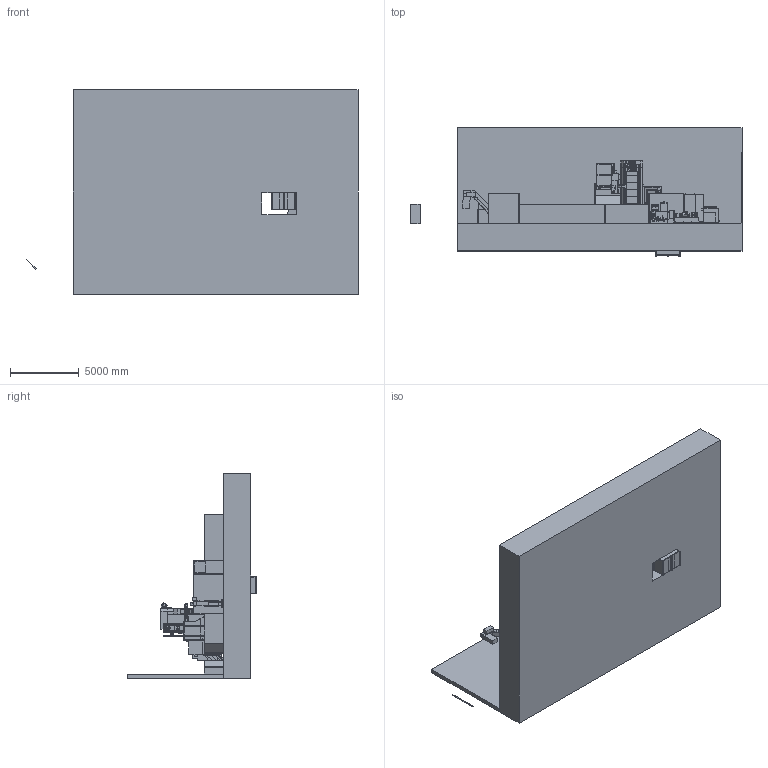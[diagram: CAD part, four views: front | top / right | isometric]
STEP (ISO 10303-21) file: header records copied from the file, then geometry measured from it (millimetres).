
FILE_DESCRIPTION (( 'STEP AP214' ), '1' );
FILE_NAME ('LAYOUT SPEEDMILL PMS V2.0.step', '2024-10-23T15:09:07', ( '' ), ( '' ), 'SwSTEP 2.0', 'SolidWorks 2023', '' );
FILE_SCHEMA (( 'AUTOMOTIVE_DESIGN' ));
Length unit declared in the file: millimetre
Products named in the file (42): S002841; S003527; S003165; S002115_CORSA V=0; B=0°; S003356_RETE; S003543_Y=2500; S003505_TM 2 RUOTE ISO 50; S001782_CORSA V=2100; S000047; S002852_PROLUNGA (L=300); S003182_Lato PO - Inf. 2-3; S002847_X=7000; S003507_TM 2R  H3950; S003496_TM 60 - 130; S001570_RETE - 1000 L; S000887; S003390; S001784_1600x1800 (PASSO CAVA = 160) SM. 125x125; S002770_L=9000; S001726_SPEEDMILL 2000-3000; S001783; S003498_TM 60-130; S003479_NO CARTERATURA; S002835_X=7000; S003541_X=MIN; Y=MIN; Z=MIN; W=MIN; S002736_X=5000..15000; S001568_1000 L; S003509_BORING - CORTA; S000885_L=895; S003085_Lato TM - Inf. 2-3 2R; S001725_DRW6 (A = 0°); S002727_INTERASSE=1000; S003303_DEFAULT; S002726_ATC con utensili orizzontali; S002481_ANTE APERTE; S002945_default; S003164; S003389; S001576_DEFAULT<A macchina>; S003510_ISO 50 - RIPOSO ...
Assembly tree (42 placements, depth 4):
  LAYOUT SPEEDMILL PMS V2.0
    S003527
    S003541_X=MIN; Y=MIN; Z=MIN; W=MIN
      S002770_L=9000
      S002847_X=7000
      S002835_X=7000
      S002736_X=5000..15000
      S003543_Y=2500
      S002841
      S002852_PROLUNGA (L=300)  x2
      S003479_NO CARTERATURA
      S003488_MDD Z=1200
      S003505_TM 2 RUOTE ISO 50
      S003507_TM 2R  H3950
      S003085_Lato TM - Inf. 2-3 2R
      S003165
      S003164
      S003182_Lato PO - Inf. 2-3
      S003498_TM 60-130
        S003496_TM 60 - 130
      S003510_ISO 50 - RIPOSO
        S003509_BORING - CORTA
        S002726_ATC con utensili orizzontali
        S002727_INTERASSE=1000
    S003356_RETE
    S003303_DEFAULT
    S002115_CORSA V=0; B=0°
      S001782_CORSA V=2100
      S001783
      S001784_1600x1800 (PASSO CAVA = 160) SM. 125x125
    S000047
    S002481_ANTE APERTE
    S001570_RETE - 1000 L
      S001568_1000 L
    S003389
    S003390
    S001576_DEFAULT<A macchina>
    S002945_default
    S001725_DRW6 (A = 0°)
      S001726_SPEEDMILL 2000-3000
      S000885_L=895
      S000887
Bounding box: 24197.11 x 9400 x 14901.5 mm (x, y, z)
Volume: 624081995873.5 mm3; surface area: 1966220089.1 mm2
Topology: 447 solids, 447 shells, 7416 faces, 18279 edges, 11787 vertices
Faces by surface type: plane 5229, cylinder 1585, cone 263, torus 164, bspline 125, sphere 50
Entity records: 228516 total; most frequent: CARTESIAN_POINT 47862, ORIENTED_EDGE 35818, DIRECTION 35558, EDGE_CURVE 17909, LINE 13946, VECTOR 13946, VERTEX_POINT 11665, AXIS2_PLACEMENT_3D 10806
